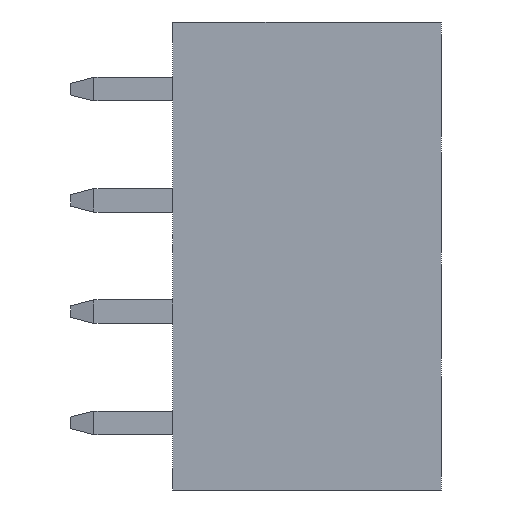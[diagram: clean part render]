
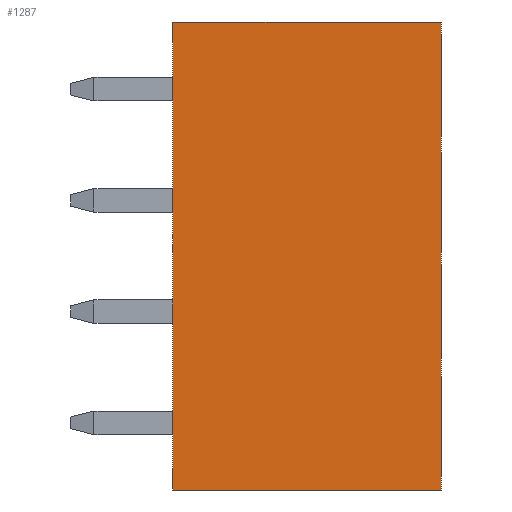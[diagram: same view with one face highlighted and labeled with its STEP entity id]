
A CAD part, left-side view. The second image highlights one B-rep face of the part: STEP entity #1287.
In plain terms, the highlighted planar face has unit normal (-1, 0, 0).
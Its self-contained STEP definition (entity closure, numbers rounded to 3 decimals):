
#189 = EDGE_CURVE('',#190,#192,#194,.T.);
#190 = VERTEX_POINT('',#191);
#191 = CARTESIAN_POINT('',(3.5,9.,5.32));
#192 = VERTEX_POINT('',#193);
#193 = CARTESIAN_POINT('',(3.5,9.,21.35));
#194 = LINE('',#195,#196);
#195 = CARTESIAN_POINT('',(3.5,9.,-9.92));
#196 = VECTOR('',#197,1.);
#197 = DIRECTION('',(0.,0.,1.));
#962 = VERTEX_POINT('',#963);
#963 = CARTESIAN_POINT('',(3.5,18.2,21.35));
#969 = EDGE_CURVE('',#962,#192,#970,.T.);
#970 = LINE('',#971,#972);
#971 = CARTESIAN_POINT('',(3.5,18.2,21.35));
#972 = VECTOR('',#973,1.);
#973 = DIRECTION('',(0.,-1.,0.));
#1077 = VERTEX_POINT('',#1078);
#1078 = CARTESIAN_POINT('',(3.5,18.2,5.32));
#1084 = EDGE_CURVE('',#1077,#962,#1085,.T.);
#1085 = LINE('',#1086,#1087);
#1086 = CARTESIAN_POINT('',(3.5,18.2,-9.92));
#1087 = VECTOR('',#1088,1.);
#1088 = DIRECTION('',(0.,0.,1.));
#1287 = ADVANCED_FACE('',(#1288),#1299,.T.);
#1288 = FACE_BOUND('',#1289,.T.);
#1289 = EDGE_LOOP('',(#1290,#1291,#1297,#1298));
#1290 = ORIENTED_EDGE('',*,*,#1084,.F.);
#1291 = ORIENTED_EDGE('',*,*,#1292,.T.);
#1292 = EDGE_CURVE('',#1077,#190,#1293,.T.);
#1293 = LINE('',#1294,#1295);
#1294 = CARTESIAN_POINT('',(3.5,18.2,5.32));
#1295 = VECTOR('',#1296,1.);
#1296 = DIRECTION('',(0.,-1.,0.));
#1297 = ORIENTED_EDGE('',*,*,#189,.T.);
#1298 = ORIENTED_EDGE('',*,*,#969,.F.);
#1299 = PLANE('',#1300);
#1300 = AXIS2_PLACEMENT_3D('',#1301,#1302,#1303);
#1301 = CARTESIAN_POINT('',(3.5,18.2,-9.92));
#1302 = DIRECTION('',(-1.,0.,0.));
#1303 = DIRECTION('',(0.,0.,1.));
